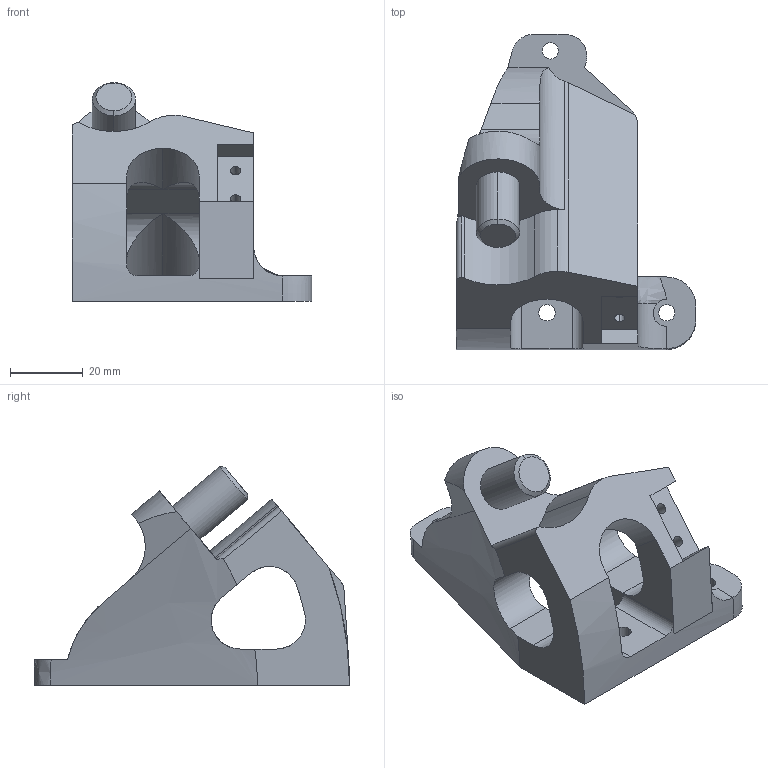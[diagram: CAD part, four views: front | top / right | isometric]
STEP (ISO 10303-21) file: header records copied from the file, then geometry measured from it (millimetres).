
FILE_DESCRIPTION (( 'STEP AP203' ), '1' );
FILE_NAME ('04_rollmount left_40°_v4_2020base.step', '2020-06-11T11:29:40', ( '' ), ( '' ), 'SwSTEP 2.0', 'SolidWorks 2020', '' );
FILE_SCHEMA (( 'CONFIG_CONTROL_DESIGN' ));
Length unit declared in the file: millimetre
Products named in the file (1): 04_rollmount left_40起v4_2020base
Bounding box: 66 x 86.8 x 60.22 mm (x, y, z)
Volume: 78843.3 mm3; surface area: 20780.6 mm2
Topology: 1 solids, 1 shells, 88 faces, 252 edges, 164 vertices
Faces by surface type: cylinder 49, plane 33, cone 3, bspline 2, torus 1
Entity records: 3455 total; most frequent: CARTESIAN_POINT 1056, ORIENTED_EDGE 504, DIRECTION 475, EDGE_CURVE 252, AXIS2_PLACEMENT_3D 175, VERTEX_POINT 164, VECTOR 125, LINE 125
